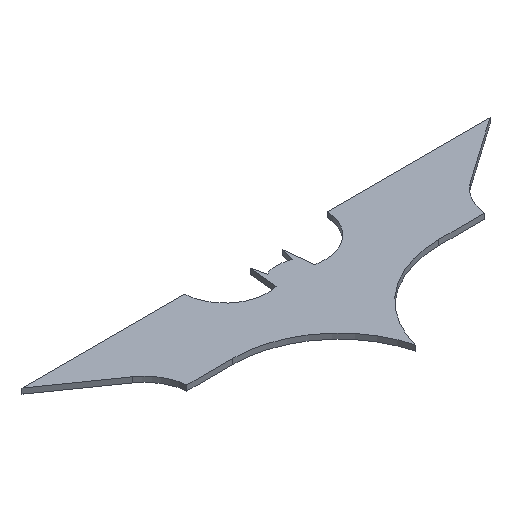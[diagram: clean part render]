
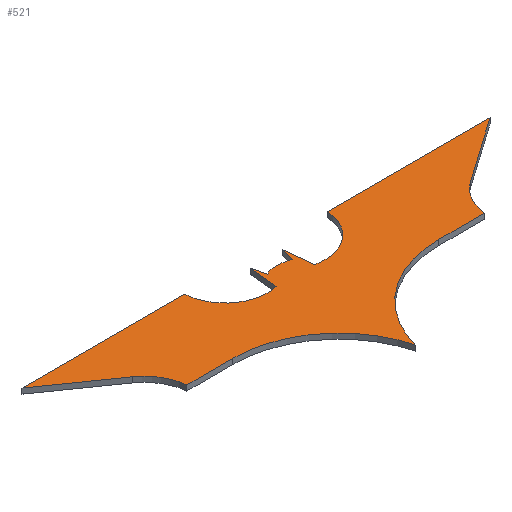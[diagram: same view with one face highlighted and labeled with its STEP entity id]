
A CAD part, isometric view. The second image highlights one B-rep face of the part: STEP entity #521.
In plain terms, the highlighted free-form (B-spline) face has degree [1, 1] with [2, 2] control points.
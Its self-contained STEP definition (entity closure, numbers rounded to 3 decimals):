
#31 = VERTEX_POINT('',#32);
#32 = CARTESIAN_POINT('',(-252.835,0.,
    5.746));
#37 = EDGE_CURVE('',#38,#31,#40,.T.);
#38 = VERTEX_POINT('',#39);
#39 = CARTESIAN_POINT('',(-77.,0.,
    5.746));
#40 = B_SPLINE_CURVE_WITH_KNOTS('',1,(#41,#42),.UNSPECIFIED.,.F.,.F.,(2,
    2),(0.,153.),.PIECEWISE_BEZIER_KNOTS.);
#41 = CARTESIAN_POINT('',(-77.,0.,
    5.746));
#42 = CARTESIAN_POINT('',(-252.835,0.,
    5.746));
#65 = VERTEX_POINT('',#66);
#66 = CARTESIAN_POINT('',(-182.676,-49.126,5.746)
  );
#71 = EDGE_CURVE('',#31,#65,#72,.T.);
#72 = B_SPLINE_CURVE_WITH_KNOTS('',1,(#73,#74),.UNSPECIFIED.,.F.,.F.,(2,
    2),(0.,74.525),.PIECEWISE_BEZIER_KNOTS.);
#73 = CARTESIAN_POINT('',(-252.835,0.,
    5.746));
#74 = CARTESIAN_POINT('',(-182.676,-49.126,5.746)
  );
#86 = EDGE_CURVE('',#65,#87,#89,.T.);
#87 = VERTEX_POINT('',#88);
#88 = CARTESIAN_POINT('',(-160.895,-86.194,5.746));
#89 = ( BOUNDED_CURVE() B_SPLINE_CURVE(2,(#90,#91,#92),.UNSPECIFIED.,.F.
,.F.) B_SPLINE_CURVE_WITH_KNOTS((3,3),(5.323,6.181),
.PIECEWISE_BEZIER_KNOTS.) CURVE() GEOMETRIC_REPRESENTATION_ITEM() 
RATIONAL_B_SPLINE_CURVE((1.,0.91,1.)) REPRESENTATION_ITEM('') 
  );
#90 = CARTESIAN_POINT('',(-182.676,-49.126,5.746)
  );
#91 = CARTESIAN_POINT('',(-163.315,-62.682,5.746)
  );
#92 = CARTESIAN_POINT('',(-160.895,-86.194,5.746));
#125 = VERTEX_POINT('',#126);
#126 = CARTESIAN_POINT('',(-111.276,-86.194,5.746
    ));
#131 = EDGE_CURVE('',#87,#125,#132,.T.);
#132 = B_SPLINE_CURVE_WITH_KNOTS('',1,(#133,#134),.UNSPECIFIED.,.F.,.F.,
  (2,2),(-43.175,0.),.PIECEWISE_BEZIER_KNOTS.);
#133 = CARTESIAN_POINT('',(-160.895,-86.194,5.746)
  );
#134 = CARTESIAN_POINT('',(-111.276,-86.194,5.746
    ));
#146 = EDGE_CURVE('',#125,#147,#149,.T.);
#147 = VERTEX_POINT('',#148);
#148 = CARTESIAN_POINT('',(0.,-172.387,
    5.746));
#149 = ( BOUNDED_CURVE() B_SPLINE_CURVE(2,(#150,#151,#152),
.UNSPECIFIED.,.F.,.F.) B_SPLINE_CURVE_WITH_KNOTS((3,3),(4.712,
6.031),.PIECEWISE_BEZIER_KNOTS.) CURVE() 
GEOMETRIC_REPRESENTATION_ITEM() RATIONAL_B_SPLINE_CURVE((1.,
0.791,1.)) REPRESENTATION_ITEM('') );
#150 = CARTESIAN_POINT('',(-111.276,-86.194,5.746
    ));
#151 = CARTESIAN_POINT('',(-22.255,-86.194,5.746
    ));
#152 = CARTESIAN_POINT('',(0.,-172.387,
    5.746));
#178 = EDGE_CURVE('',#147,#179,#181,.T.);
#179 = VERTEX_POINT('',#180);
#180 = CARTESIAN_POINT('',(111.276,-86.194,5.746)
  );
#181 = ( BOUNDED_CURVE() B_SPLINE_CURVE(2,(#182,#183,#184),
.UNSPECIFIED.,.F.,.F.) B_SPLINE_CURVE_WITH_KNOTS((3,3),(0.253,
1.571),.PIECEWISE_BEZIER_KNOTS.) CURVE() 
GEOMETRIC_REPRESENTATION_ITEM() RATIONAL_B_SPLINE_CURVE((1.,
0.791,1.)) REPRESENTATION_ITEM('') );
#182 = CARTESIAN_POINT('',(0.,-172.387,
    5.746));
#183 = CARTESIAN_POINT('',(22.255,-86.194,5.746
    ));
#184 = CARTESIAN_POINT('',(111.276,-86.194,5.746)
  );
#217 = VERTEX_POINT('',#218);
#218 = CARTESIAN_POINT('',(160.895,-86.194,5.746
    ));
#223 = EDGE_CURVE('',#179,#217,#224,.T.);
#224 = B_SPLINE_CURVE_WITH_KNOTS('',1,(#225,#226),.UNSPECIFIED.,.F.,.F.,
  (2,2),(0.,43.175),.PIECEWISE_BEZIER_KNOTS.);
#225 = CARTESIAN_POINT('',(111.276,-86.194,5.746)
  );
#226 = CARTESIAN_POINT('',(160.895,-86.194,5.746
    ));
#238 = EDGE_CURVE('',#217,#239,#241,.T.);
#239 = VERTEX_POINT('',#240);
#240 = CARTESIAN_POINT('',(182.676,-49.126,5.746
    ));
#241 = ( BOUNDED_CURVE() B_SPLINE_CURVE(2,(#242,#243,#244),
.UNSPECIFIED.,.F.,.F.) B_SPLINE_CURVE_WITH_KNOTS((3,3),(0.103,
0.96),.PIECEWISE_BEZIER_KNOTS.) CURVE() 
GEOMETRIC_REPRESENTATION_ITEM() RATIONAL_B_SPLINE_CURVE((1.,
0.91,1.)) REPRESENTATION_ITEM('') );
#242 = CARTESIAN_POINT('',(160.895,-86.194,5.746
    ));
#243 = CARTESIAN_POINT('',(163.315,-62.682,
    5.746));
#244 = CARTESIAN_POINT('',(182.676,-49.126,5.746
    ));
#277 = VERTEX_POINT('',#278);
#278 = CARTESIAN_POINT('',(252.835,0.,
    5.746));
#283 = EDGE_CURVE('',#239,#277,#284,.T.);
#284 = B_SPLINE_CURVE_WITH_KNOTS('',1,(#285,#286),.UNSPECIFIED.,.F.,.F.,
  (2,2),(-74.525,0.),.PIECEWISE_BEZIER_KNOTS.);
#285 = CARTESIAN_POINT('',(182.676,-49.126,5.746
    ));
#286 = CARTESIAN_POINT('',(252.835,0.,
    5.746));
#305 = VERTEX_POINT('',#306);
#306 = CARTESIAN_POINT('',(77.,0.,
    5.746));
#311 = EDGE_CURVE('',#277,#305,#312,.T.);
#312 = B_SPLINE_CURVE_WITH_KNOTS('',1,(#313,#314),.UNSPECIFIED.,.F.,.F.,
  (2,2),(-153.,0.),.PIECEWISE_BEZIER_KNOTS.);
#313 = CARTESIAN_POINT('',(252.835,0.,
    5.746));
#314 = CARTESIAN_POINT('',(77.,0.,
    5.746));
#326 = EDGE_CURVE('',#305,#327,#329,.T.);
#327 = VERTEX_POINT('',#328);
#328 = CARTESIAN_POINT('',(20.764,-42.522,
    5.746));
#329 = ( BOUNDED_CURVE() B_SPLINE_CURVE(2,(#330,#331,#332),
.UNSPECIFIED.,.F.,.F.) B_SPLINE_CURVE_WITH_KNOTS((3,3),(3.191,
4.939),.PIECEWISE_BEZIER_KNOTS.) CURVE() 
GEOMETRIC_REPRESENTATION_ITEM() RATIONAL_B_SPLINE_CURVE((1.,
0.642,1.)) REPRESENTATION_ITEM('') );
#330 = CARTESIAN_POINT('',(77.,0.,
    5.746));
#331 = CARTESIAN_POINT('',(74.283,-54.854,5.746
    ));
#332 = CARTESIAN_POINT('',(20.764,-42.522,
    5.746));
#365 = VERTEX_POINT('',#366);
#366 = CARTESIAN_POINT('',(17.464,-11.13,
    5.746));
#371 = EDGE_CURVE('',#327,#365,#372,.T.);
#372 = B_SPLINE_CURVE_WITH_KNOTS('',1,(#373,#374),.UNSPECIFIED.,.F.,.F.,
  (2,2),(-27.466,0.),.PIECEWISE_BEZIER_KNOTS.);
#373 = CARTESIAN_POINT('',(20.764,-42.522,
    5.746));
#374 = CARTESIAN_POINT('',(17.464,-11.13,
    5.746));
#393 = VERTEX_POINT('',#394);
#394 = CARTESIAN_POINT('',(13.791,-25.863,
    5.746));
#399 = EDGE_CURVE('',#365,#393,#400,.T.);
#400 = B_SPLINE_CURVE_WITH_KNOTS('',1,(#401,#402),.UNSPECIFIED.,.F.,.F.,
  (2,2),(-13.213,-0.),.PIECEWISE_BEZIER_KNOTS.);
#401 = CARTESIAN_POINT('',(17.464,-11.13,
    5.746));
#402 = CARTESIAN_POINT('',(13.791,-25.863,
    5.746));
#422 = VERTEX_POINT('',#423);
#423 = CARTESIAN_POINT('',(-13.791,-25.863,
    5.746));
#428 = EDGE_CURVE('',#393,#422,#429,.T.);
#429 = ( BOUNDED_CURVE() B_SPLINE_CURVE(2,(#430,#431,#432),
.UNSPECIFIED.,.F.,.F.) B_SPLINE_CURVE_WITH_KNOTS((3,3),(1.159,
1.982),.PIECEWISE_BEZIER_KNOTS.) CURVE() 
GEOMETRIC_REPRESENTATION_ITEM() RATIONAL_B_SPLINE_CURVE((1.,
0.917,1.)) REPRESENTATION_ITEM('') );
#430 = CARTESIAN_POINT('',(13.791,-25.863,
    5.746));
#431 = CARTESIAN_POINT('',(0.,-19.844,
    5.746));
#432 = CARTESIAN_POINT('',(-13.791,-25.863,
    5.746));
#453 = VERTEX_POINT('',#454);
#454 = CARTESIAN_POINT('',(-17.464,-11.13,
    5.746));
#459 = EDGE_CURVE('',#422,#453,#460,.T.);
#460 = B_SPLINE_CURVE_WITH_KNOTS('',1,(#461,#462),.UNSPECIFIED.,.F.,.F.,
  (2,2),(0.,13.213),.PIECEWISE_BEZIER_KNOTS.);
#461 = CARTESIAN_POINT('',(-13.791,-25.863,
    5.746));
#462 = CARTESIAN_POINT('',(-17.464,-11.13,
    5.746));
#481 = VERTEX_POINT('',#482);
#482 = CARTESIAN_POINT('',(-20.764,-42.522,
    5.746));
#487 = EDGE_CURVE('',#453,#481,#488,.T.);
#488 = B_SPLINE_CURVE_WITH_KNOTS('',1,(#489,#490),.UNSPECIFIED.,.F.,.F.,
  (2,2),(0.,27.466),.PIECEWISE_BEZIER_KNOTS.);
#489 = CARTESIAN_POINT('',(-17.464,-11.13,
    5.746));
#490 = CARTESIAN_POINT('',(-20.764,-42.522,
    5.746));
#502 = EDGE_CURVE('',#481,#38,#503,.T.);
#503 = ( BOUNDED_CURVE() B_SPLINE_CURVE(2,(#504,#505,#506),
.UNSPECIFIED.,.F.,.F.) B_SPLINE_CURVE_WITH_KNOTS((3,3),(1.344,
3.092),.PIECEWISE_BEZIER_KNOTS.) CURVE() 
GEOMETRIC_REPRESENTATION_ITEM() RATIONAL_B_SPLINE_CURVE((1.,
0.642,1.)) REPRESENTATION_ITEM('') );
#504 = CARTESIAN_POINT('',(-20.764,-42.522,
    5.746));
#505 = CARTESIAN_POINT('',(-74.283,-54.854,5.746)
  );
#506 = CARTESIAN_POINT('',(-77.,0.,
    5.746));
#521 = ADVANCED_FACE('',(#522),#541,.T.);
#522 = FACE_BOUND('',#523,.T.);
#523 = EDGE_LOOP('',(#524,#525,#526,#527,#528,#529,#530,#531,#532,#533,
    #534,#535,#536,#537,#538,#539,#540));
#524 = ORIENTED_EDGE('',*,*,#37,.T.);
#525 = ORIENTED_EDGE('',*,*,#71,.T.);
#526 = ORIENTED_EDGE('',*,*,#86,.T.);
#527 = ORIENTED_EDGE('',*,*,#131,.T.);
#528 = ORIENTED_EDGE('',*,*,#146,.T.);
#529 = ORIENTED_EDGE('',*,*,#178,.T.);
#530 = ORIENTED_EDGE('',*,*,#223,.T.);
#531 = ORIENTED_EDGE('',*,*,#238,.T.);
#532 = ORIENTED_EDGE('',*,*,#283,.T.);
#533 = ORIENTED_EDGE('',*,*,#311,.T.);
#534 = ORIENTED_EDGE('',*,*,#326,.T.);
#535 = ORIENTED_EDGE('',*,*,#371,.T.);
#536 = ORIENTED_EDGE('',*,*,#399,.T.);
#537 = ORIENTED_EDGE('',*,*,#428,.T.);
#538 = ORIENTED_EDGE('',*,*,#459,.T.);
#539 = ORIENTED_EDGE('',*,*,#487,.T.);
#540 = ORIENTED_EDGE('',*,*,#502,.T.);
#541 = B_SPLINE_SURFACE_WITH_KNOTS('',1,1,(
    (#542,#543)
    ,(#544,#545
    )),.UNSPECIFIED.,.F.,.F.,.F.,(2,2),(2,2),(-35.237,
    404.763),(-70.392,79.608),
  .PIECEWISE_BEZIER_KNOTS.);
#542 = CARTESIAN_POINT('',(-252.835,-172.387,
    5.746));
#543 = CARTESIAN_POINT('',(-252.835,0.,
    5.746));
#544 = CARTESIAN_POINT('',(252.835,-172.387,
    5.746));
#545 = CARTESIAN_POINT('',(252.835,0.,
    5.746));
